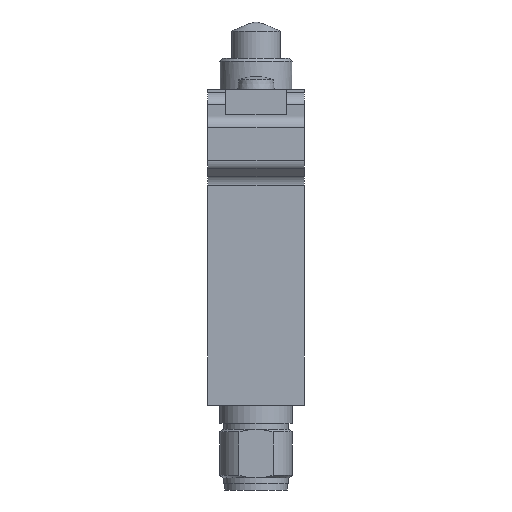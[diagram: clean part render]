
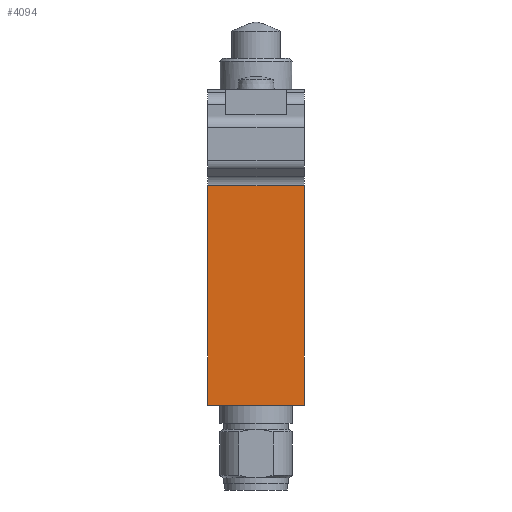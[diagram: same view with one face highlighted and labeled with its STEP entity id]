
A CAD part, left-side view. The second image highlights one B-rep face of the part: STEP entity #4094.
In plain terms, the highlighted planar face has unit normal (-1, 0, 0).
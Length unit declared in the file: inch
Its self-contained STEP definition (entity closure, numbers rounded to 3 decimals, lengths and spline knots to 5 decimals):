
#211 = CARTESIAN_POINT ( 'NONE',  ( -0.59055, -0.62992, -0.26687 ) ) ;
#497 = VERTEX_POINT ( 'NONE', #2291 ) ;
#526 = CARTESIAN_POINT ( 'NONE',  ( -0.59055, 0., -1.69291 ) ) ;
#583 = LINE ( 'NONE', #2778, #3774 ) ;
#642 = DIRECTION ( 'NONE',  ( 0., 0., 1. ) ) ;
#696 = VERTEX_POINT ( 'NONE', #2783 ) ;
#720 = ORIENTED_EDGE ( 'NONE', *, *, #3489, .T. ) ;
#782 = EDGE_CURVE ( 'NONE', #1420, #696, #3310, .T. ) ;
#921 = AXIS2_PLACEMENT_3D ( 'NONE', #3964, #2136, #642 ) ;
#1005 = PLANE ( 'NONE',  #921 ) ;
#1184 = VECTOR ( 'NONE', #2825, 39.37008 ) ;
#1196 = EDGE_CURVE ( 'NONE', #4463, #696, #3108, .T. ) ;
#1420 = VERTEX_POINT ( 'NONE', #526 ) ;
#1575 = FACE_OUTER_BOUND ( 'NONE', #2698, .T. ) ;
#1705 = ORIENTED_EDGE ( 'NONE', *, *, #4383, .T. ) ;
#2123 = LINE ( 'NONE', #3192, #3917 ) ;
#2136 = DIRECTION ( 'NONE',  ( -1., 0., 0. ) ) ;
#2291 = CARTESIAN_POINT ( 'NONE',  ( -0.59055, -0.62992, -1.69291 ) ) ;
#2698 = EDGE_LOOP ( 'NONE', ( #720, #3376, #3321, #1705 ) ) ;
#2778 = CARTESIAN_POINT ( 'NONE',  ( -0.59055, -0.62992, -1.69291 ) ) ;
#2783 = CARTESIAN_POINT ( 'NONE',  ( -0.59055, 0., -0.26687 ) ) ;
#2825 = DIRECTION ( 'NONE',  ( 0., 1., 0. ) ) ;
#3108 = LINE ( 'NONE', #3577, #1184 ) ;
#3192 = CARTESIAN_POINT ( 'NONE',  ( -0.59055, -0.62992, -1.69291 ) ) ;
#3310 = LINE ( 'NONE', #4626, #3587 ) ;
#3321 = ORIENTED_EDGE ( 'NONE', *, *, #782, .F. ) ;
#3376 = ORIENTED_EDGE ( 'NONE', *, *, #1196, .T. ) ;
#3489 = EDGE_CURVE ( 'NONE', #497, #4463, #583, .T. ) ;
#3525 = DIRECTION ( 'NONE',  ( 0., 0., 1. ) ) ;
#3577 = CARTESIAN_POINT ( 'NONE',  ( -0.59055, -0.62992, -0.26687 ) ) ;
#3587 = VECTOR ( 'NONE', #3940, 39.37008 ) ;
#3774 = VECTOR ( 'NONE', #3525, 39.37008 ) ;
#3917 = VECTOR ( 'NONE', #3943, 39.37008 ) ;
#3940 = DIRECTION ( 'NONE',  ( 0., 0., 1. ) ) ;
#3943 = DIRECTION ( 'NONE',  ( 0., -1., 0. ) ) ;
#3964 = CARTESIAN_POINT ( 'NONE',  ( -0.59055, -0.62992, -1.69291 ) ) ;
#4094 = ADVANCED_FACE ( 'NONE', ( #1575 ), #1005, .T. ) ;
#4383 = EDGE_CURVE ( 'NONE', #1420, #497, #2123, .T. ) ;
#4463 = VERTEX_POINT ( 'NONE', #211 ) ;
#4626 = CARTESIAN_POINT ( 'NONE',  ( -0.59055, 0., -1.69291 ) ) ;
